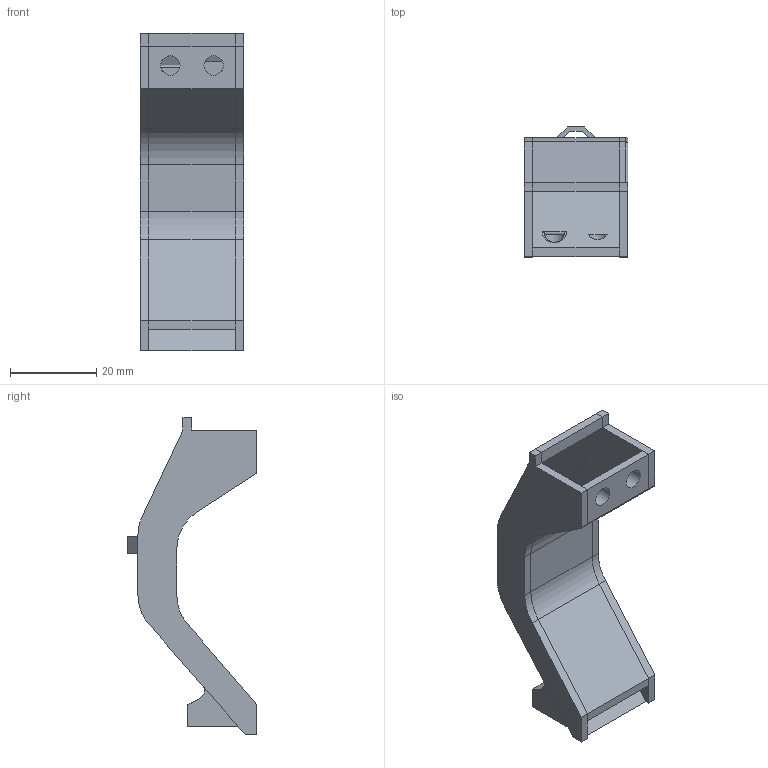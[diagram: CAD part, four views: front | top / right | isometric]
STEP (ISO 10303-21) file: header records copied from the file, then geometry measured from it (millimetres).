
FILE_DESCRIPTION(('FreeCAD Model'),'2;1');
FILE_NAME('Open CASCADE Shape Model','2023-10-28T02:40:52',(''),(''), 'Open CASCADE STEP processor 7.6','FreeCAD','Unknown');
FILE_SCHEMA(('AUTOMOTIVE_DESIGN { 1 0 10303 214 1 1 1 1 }'));
Length unit declared in the file: millimetre
Products named in the file (1): 2.0_duct_universal
Bounding box: 24 x 30 x 73.5 mm (x, y, z)
Volume: 11536.1 mm3; surface area: 10695.5 mm2
Topology: 1 solids, 1 shells, 111 faces, 288 edges, 175 vertices
Faces by surface type: plane 75, cylinder 31, torus 3, bspline 2
Full cylindrical faces by diameter (mm): 4.5 x2, 6 x2
Entity records: 7826 total; most frequent: CARTESIAN_POINT 2004, DIRECTION 1094, LINE 743, VECTOR 743, ORIENTED_EDGE 576, PCURVE 576, DEFINITIONAL_REPRESENTATION 576, EDGE_CURVE 288
